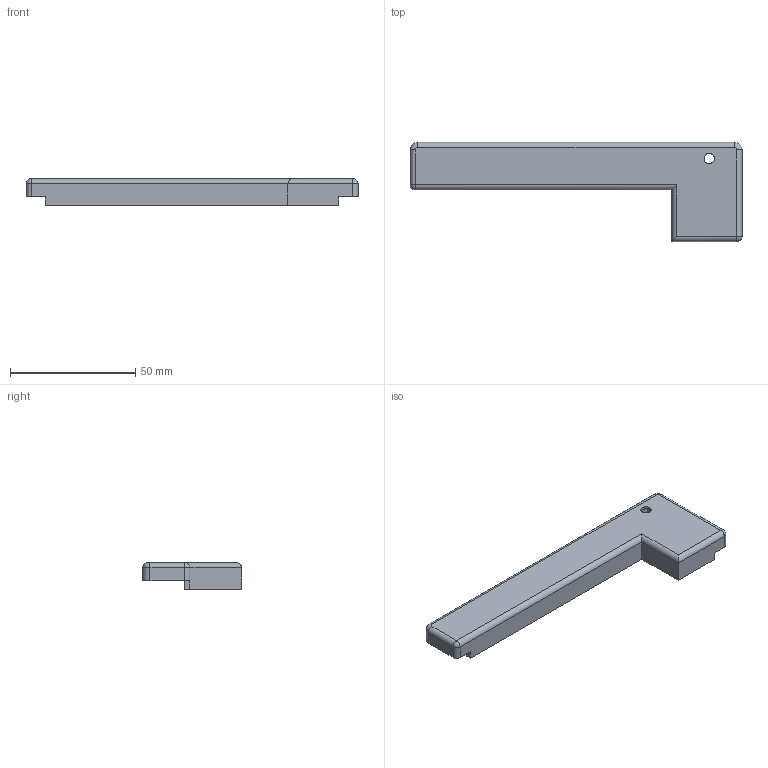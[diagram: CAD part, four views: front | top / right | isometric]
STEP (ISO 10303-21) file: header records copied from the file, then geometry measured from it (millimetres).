
FILE_DESCRIPTION(('HOOPS Exchange Step'),'2;1');
FILE_NAME('temp_export','2025-06-07T22:41:11+09:00',('chuns'),('Shapr3D Limited'),'HOOPS Exchange 2024.8','Shapr3D','Authorized');
FILE_SCHEMA( ('AP242_MANAGED_MODEL_BASED_3D_ENGINEERING_MIM_LF {1 0 10303 442 1 1 4}') );
Length unit declared in the file: millimetre
Products named in the file (3): bottomplate; left; root
Assembly tree (2 placements, depth 3):
  root
    left
      bottomplate
Bounding box: 132.3 x 39.5 x 10.49 mm (x, y, z)
Volume: 9527.7 mm3; surface area: 11123.8 mm2
Topology: 1 solids, 1 shells, 43 faces, 111 edges, 72 vertices
Faces by surface type: plane 24, cylinder 14, torus 2, sphere 2, bspline 1
Full cylindrical faces by diameter (mm): 2.2 x4
Entity records: 2146 total; most frequent: CARTESIAN_POINT 988, DIRECTION 236, ORIENTED_EDGE 218, EDGE_CURVE 109, AXIS2_PLACEMENT_3D 84, VERTEX_POINT 72, VECTOR 68, LINE 68
